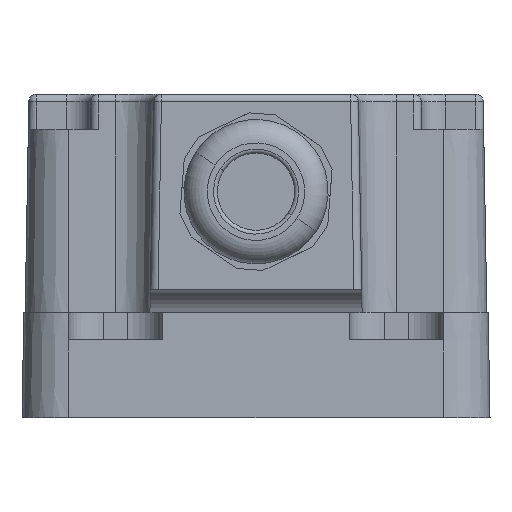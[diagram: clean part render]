
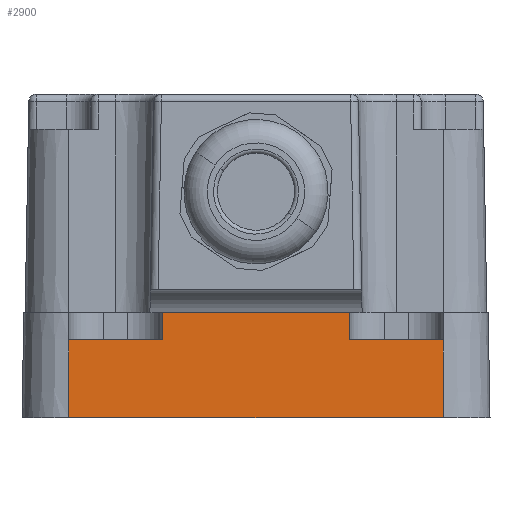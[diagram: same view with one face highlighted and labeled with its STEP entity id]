
A CAD part, front view. The second image highlights one B-rep face of the part: STEP entity #2900.
In plain terms, the highlighted planar face has unit normal (0, -1, 0.018).
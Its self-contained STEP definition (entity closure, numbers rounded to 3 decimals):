
#2848=AXIS2_PLACEMENT_3D('Plane Axis2P3D',#2845,#2846,#2847) ;
#164=CARTESIAN_POINT('Vertex',(54.,26.332,0.)) ;
#167=CARTESIAN_POINT('Line Origine',(30.,26.332,0.)) ;
#171=CARTESIAN_POINT('Vertex',(6.,26.332,0.)) ;
#2824=CARTESIAN_POINT('Line Origine',(6.,26.45,6.75)) ;
#2828=CARTESIAN_POINT('Vertex',(6.,26.507,10.)) ;
#2845=CARTESIAN_POINT('Axis2P3D Location',(0.,26.332,0.)) ;
#2850=CARTESIAN_POINT('Line Origine',(54.,26.45,6.75)) ;
#2854=CARTESIAN_POINT('Vertex',(54.,26.507,10.)) ;
#2857=CARTESIAN_POINT('Line Origine',(30.,26.507,10.)) ;
#2861=CARTESIAN_POINT('Vertex',(42.,26.507,10.)) ;
#2864=CARTESIAN_POINT('Line Origine',(42.,26.45,6.75)) ;
#2868=CARTESIAN_POINT('Vertex',(42.,26.568,13.5)) ;
#2871=CARTESIAN_POINT('Line Origine',(30.,26.568,13.5)) ;
#2875=CARTESIAN_POINT('Vertex',(18.,26.568,13.5)) ;
#2878=CARTESIAN_POINT('Line Origine',(18.,26.45,6.75)) ;
#2882=CARTESIAN_POINT('Vertex',(18.,26.507,10.)) ;
#2885=CARTESIAN_POINT('Line Origine',(30.,26.507,10.)) ;
#168=DIRECTION('Vector Direction',(1.,0.,0.)) ;
#2825=DIRECTION('Vector Direction',(0.,-0.017,-1.)) ;
#2846=DIRECTION('Axis2P3D Direction',(0.,1.,-0.017)) ;
#2847=DIRECTION('Axis2P3D XDirection',(1.,0.,0.)) ;
#2851=DIRECTION('Vector Direction',(0.,-0.017,-1.)) ;
#2858=DIRECTION('Vector Direction',(1.,0.,0.)) ;
#2865=DIRECTION('Vector Direction',(0.,-0.017,-1.)) ;
#2872=DIRECTION('Vector Direction',(1.,0.,0.)) ;
#2879=DIRECTION('Vector Direction',(0.,-0.017,-1.)) ;
#2886=DIRECTION('Vector Direction',(1.,0.,0.)) ;
#169=VECTOR('Line Direction',#168,1.) ;
#2826=VECTOR('Line Direction',#2825,1.) ;
#2852=VECTOR('Line Direction',#2851,1.) ;
#2859=VECTOR('Line Direction',#2858,1.) ;
#2866=VECTOR('Line Direction',#2865,1.) ;
#2873=VECTOR('Line Direction',#2872,1.) ;
#2880=VECTOR('Line Direction',#2879,1.) ;
#2887=VECTOR('Line Direction',#2886,1.) ;
#2891=ORIENTED_EDGE('',*,*,#2830,.F.) ;
#2892=ORIENTED_EDGE('',*,*,#173,.F.) ;
#2893=ORIENTED_EDGE('',*,*,#2856,.T.) ;
#2894=ORIENTED_EDGE('',*,*,#2863,.T.) ;
#2895=ORIENTED_EDGE('',*,*,#2870,.F.) ;
#2896=ORIENTED_EDGE('',*,*,#2877,.F.) ;
#2897=ORIENTED_EDGE('',*,*,#2884,.T.) ;
#2898=ORIENTED_EDGE('',*,*,#2889,.F.) ;
#2900=ADVANCED_FACE('Hauptk\X2\00F6\X0\rper',(#2899),#2849,.F.) ;
#173=EDGE_CURVE('',#165,#172,#170,.F.) ;
#2830=EDGE_CURVE('',#172,#2829,#2827,.F.) ;
#2856=EDGE_CURVE('',#165,#2855,#2853,.F.) ;
#2863=EDGE_CURVE('',#2855,#2862,#2860,.F.) ;
#2870=EDGE_CURVE('',#2869,#2862,#2867,.T.) ;
#2877=EDGE_CURVE('',#2876,#2869,#2874,.T.) ;
#2884=EDGE_CURVE('',#2876,#2883,#2881,.T.) ;
#2889=EDGE_CURVE('',#2829,#2883,#2888,.T.) ;
#2890=EDGE_LOOP('',(#2891,#2892,#2893,#2894,#2895,#2896,#2897,#2898)) ;
#2899=FACE_OUTER_BOUND('',#2890,.T.) ;
#170=LINE('Line',#167,#169) ;
#2827=LINE('Line',#2824,#2826) ;
#2853=LINE('Line',#2850,#2852) ;
#2860=LINE('Line',#2857,#2859) ;
#2867=LINE('Line',#2864,#2866) ;
#2874=LINE('Line',#2871,#2873) ;
#2881=LINE('Line',#2878,#2880) ;
#2888=LINE('Line',#2885,#2887) ;
#2849=PLANE('',#2848) ;
#165=VERTEX_POINT('',#164) ;
#172=VERTEX_POINT('',#171) ;
#2829=VERTEX_POINT('',#2828) ;
#2855=VERTEX_POINT('',#2854) ;
#2862=VERTEX_POINT('',#2861) ;
#2869=VERTEX_POINT('',#2868) ;
#2876=VERTEX_POINT('',#2875) ;
#2883=VERTEX_POINT('',#2882) ;
